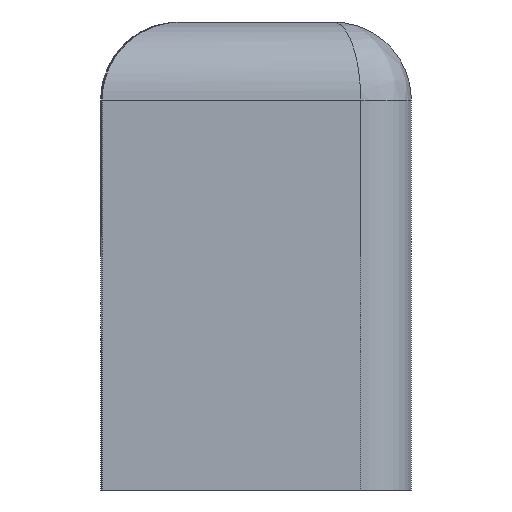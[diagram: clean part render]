
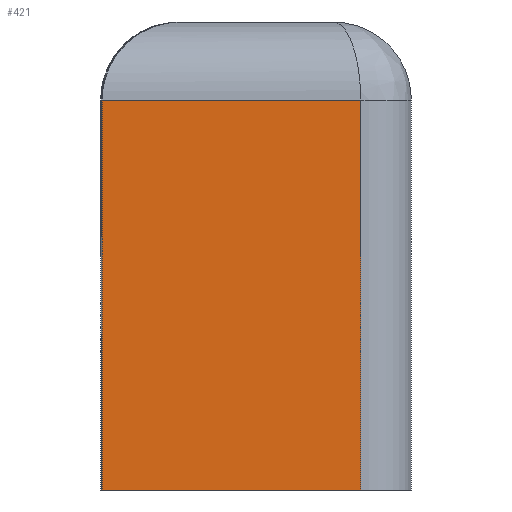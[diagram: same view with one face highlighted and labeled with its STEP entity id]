
A CAD part, left-side view. The second image highlights one B-rep face of the part: STEP entity #421.
In plain terms, the highlighted planar face has unit normal (-1, -0.001, 0).
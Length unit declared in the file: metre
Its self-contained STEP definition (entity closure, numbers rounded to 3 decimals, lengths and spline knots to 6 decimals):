
#91=ORIENTED_EDGE('',*,*,#197,.F.);
#92=ORIENTED_EDGE('',*,*,#198,.T.);
#93=ORIENTED_EDGE('',*,*,#175,.T.);
#94=ORIENTED_EDGE('',*,*,#199,.T.);
#175=EDGE_CURVE('',#233,#232,#269,.T.);
#197=EDGE_CURVE('',#248,#249,#291,.T.);
#198=EDGE_CURVE('',#248,#233,#292,.F.);
#199=EDGE_CURVE('',#232,#249,#293,.T.);
#232=VERTEX_POINT('',#649);
#233=VERTEX_POINT('',#651);
#248=VERTEX_POINT('',#694);
#249=VERTEX_POINT('',#695);
#269=LINE('',#650,#315);
#291=LINE('',#693,#337);
#292=LINE('',#696,#338);
#293=LINE('',#697,#339);
#315=VECTOR('',#518,1.);
#337=VECTOR('',#552,1.);
#338=VECTOR('',#553,1.);
#339=VECTOR('',#554,1.);
#355=EDGE_LOOP('',(#91,#92,#93,#94));
#381=FACE_BOUND('',#355,.T.);
#406=PLANE('',#462);
#421=ADVANCED_FACE('',(#381),#406,.F.);
#462=AXIS2_PLACEMENT_3D('',#692,#550,#551);
#518=DIRECTION('',(0.,0.,-1.));
#550=DIRECTION('',(1.,0.001,0.));
#551=DIRECTION('',(-0.001,1.,0.));
#552=DIRECTION('',(0.,0.,-1.));
#553=DIRECTION('',(0.001,-1.,0.));
#554=DIRECTION('',(0.001,-1.,0.));
#649=CARTESIAN_POINT('',(0.029669,0.006812,0.0159));
#650=CARTESIAN_POINT('',(0.029669,0.006812,0.0219));
#651=CARTESIAN_POINT('',(0.029669,0.006812,0.0209));
#692=CARTESIAN_POINT('',(0.02967,0.005156,0.0219));
#693=CARTESIAN_POINT('',(0.029672,0.0035,0.0219));
#694=CARTESIAN_POINT('',(0.029672,0.0035,0.0209));
#695=CARTESIAN_POINT('',(0.029672,0.0035,0.0159));
#696=CARTESIAN_POINT('',(0.029669,0.006812,0.0209));
#697=CARTESIAN_POINT('',(0.02967,0.005156,0.0159));
